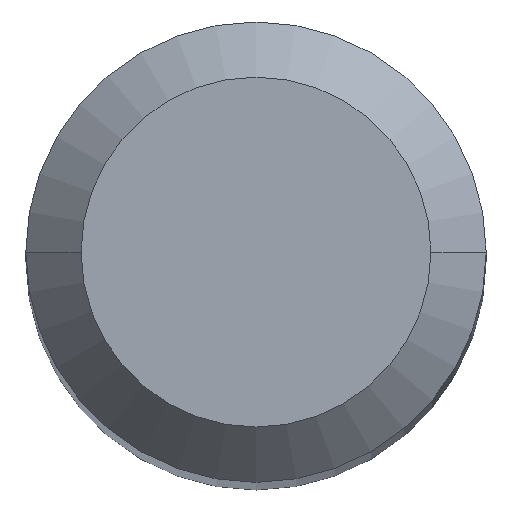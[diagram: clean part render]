
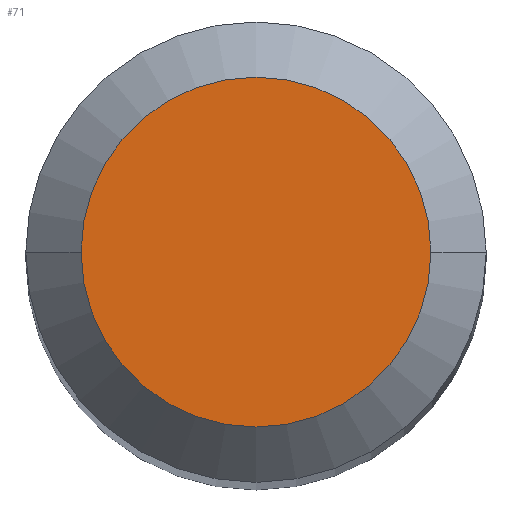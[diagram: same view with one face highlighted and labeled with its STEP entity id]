
A CAD part, top view. The second image highlights one B-rep face of the part: STEP entity #71.
In plain terms, the highlighted planar face has unit normal (0, 0, 1).
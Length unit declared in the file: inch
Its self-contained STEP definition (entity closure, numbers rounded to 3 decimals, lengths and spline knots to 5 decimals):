
#4 = VERTEX_POINT ( 'NONE', #262 ) ;
#8 = ORIENTED_EDGE ( 'NONE', *, *, #236, .T. ) ;
#18 = DIRECTION ( 'NONE',  ( 0., 0., 1. ) ) ;
#26 = VERTEX_POINT ( 'NONE', #145 ) ;
#38 = CARTESIAN_POINT ( 'NONE',  ( 0., 0., 1.5 ) ) ;
#55 = EDGE_LOOP ( 'NONE', ( #8, #146 ) ) ;
#69 = DIRECTION ( 'NONE',  ( 0., 0., 1. ) ) ;
#71 = ADVANCED_FACE ( 'NONE', ( #135 ), #151, .T. ) ;
#101 = DIRECTION ( 'NONE',  ( 1., 0., 0. ) ) ;
#106 = DIRECTION ( 'NONE',  ( 0., 0., 1. ) ) ;
#117 = DIRECTION ( 'NONE',  ( 1., 0., 0. ) ) ;
#132 = DIRECTION ( 'NONE',  ( 1., 0., 0. ) ) ;
#133 = CIRCLE ( 'NONE', #270, 0.0475 ) ;
#135 = FACE_OUTER_BOUND ( 'NONE', #55, .T. ) ;
#145 = CARTESIAN_POINT ( 'NONE',  ( 0.0475, 0., 1.5 ) ) ;
#146 = ORIENTED_EDGE ( 'NONE', *, *, #279, .T. ) ;
#151 = PLANE ( 'NONE',  #254 ) ;
#185 = CIRCLE ( 'NONE', #217, 0.0475 ) ;
#217 = AXIS2_PLACEMENT_3D ( 'NONE', #256, #69, #117 ) ;
#236 = EDGE_CURVE ( 'NONE', #4, #26, #133, .T. ) ;
#254 = AXIS2_PLACEMENT_3D ( 'NONE', #297, #18, #101 ) ;
#256 = CARTESIAN_POINT ( 'NONE',  ( 0., 0., 1.5 ) ) ;
#262 = CARTESIAN_POINT ( 'NONE',  ( -0.0475, 0., 1.5 ) ) ;
#270 = AXIS2_PLACEMENT_3D ( 'NONE', #38, #106, #132 ) ;
#279 = EDGE_CURVE ( 'NONE', #26, #4, #185, .T. ) ;
#297 = CARTESIAN_POINT ( 'NONE',  ( 0., 0., 1.5 ) ) ;
